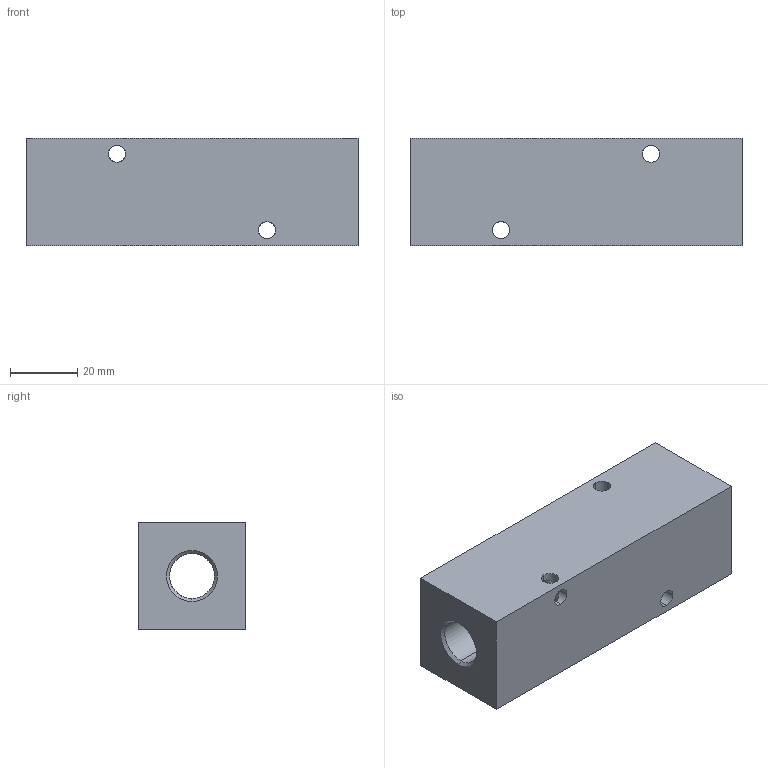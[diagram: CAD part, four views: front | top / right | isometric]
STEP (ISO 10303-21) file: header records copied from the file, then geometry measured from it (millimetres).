
FILE_DESCRIPTION (( 'STEP AP214' ), '1' );
FILE_NAME ('MRN-4DC.step', '2018-10-25T18:28:43', ( '' ), ( '' ), 'SwSTEP 2.0', 'SolidWorks 2018', '' );
FILE_SCHEMA (( 'AUTOMOTIVE_DESIGN' ));
Length unit declared in the file: inch
Products named in the file (1): MRN-4DC
Bounding box: 98.42 x 31.75 x 31.75 mm (x, y, z)
Volume: 79030.1 mm3; surface area: 20532.1 mm2
Topology: 1 solids, 1 shells, 44 faces, 114 edges, 68 vertices
Faces by surface type: cylinder 26, cone 12, plane 6
Entity records: 1746 total; most frequent: CARTESIAN_POINT 627, ORIENTED_EDGE 228, DIRECTION 220, EDGE_CURVE 114, AXIS2_PLACEMENT_3D 85, VERTEX_POINT 68, EDGE_LOOP 62, LINE 50
